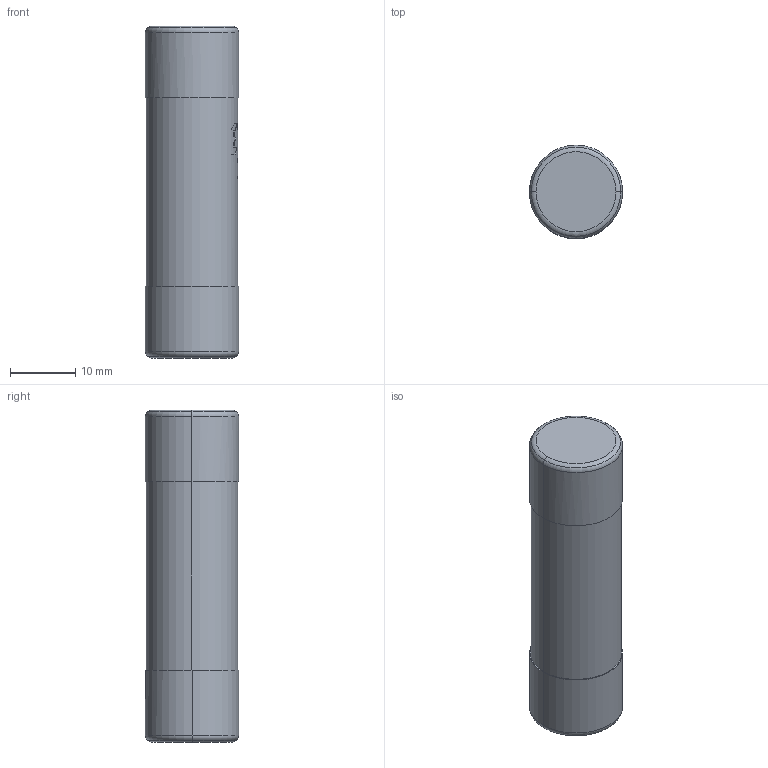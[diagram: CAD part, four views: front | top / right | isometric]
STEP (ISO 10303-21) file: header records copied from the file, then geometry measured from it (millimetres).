
FILE_DESCRIPTION((''),'2;1');
FILE_NAME('002635007_CH14X51_ASM','2022-01-07T14:25:34',('marketing.praksa'),('Audax d.o.o.'),'CREO PARAMETRIC BY PTC INC, 2021304','CREO PARAMETRIC BY PTC INC, 2021304','');
FILE_SCHEMA(('AP242_MANAGED_MODEL_BASED_3D_ENGINEERING_MIM_LF { 1 0 10303 442 1 1 4 }'));
Length unit declared in the file: millimetre
Products named in the file (9): PRT9572; 1A6_1_1_1_1; PRT9553_1_1_2_1_1; PRT9553_1_1_2_2_1; PRT9553_1_1_2_3_1; PRT9553_1_1_2_ASM_1_ASM; DFDF_1_1_1; PRT9574; 002635007_CH14X51_ASM
Assembly tree (8 placements, depth 3):
  002635007_CH14X51_ASM
    PRT9572
    1A6_1_1_1_1
    PRT9553_1_1_2_ASM_1_ASM
      PRT9553_1_1_2_1_1
      PRT9553_1_1_2_2_1
      PRT9553_1_1_2_3_1
    DFDF_1_1_1
    PRT9574
Bounding box: 14.3 x 14.3 x 51 mm (x, y, z)
Volume: 8050.7 mm3; surface area: 5127.1 mm2
Topology: 7 solids, 7 shells, 141 faces, 382 edges, 259 vertices
Faces by surface type: cylinder 65, plane 64, torus 12
Entity records: 7152 total; most frequent: CARTESIAN_POINT 1321, ORIENTED_EDGE 764, DIRECTION 696, PRESENTATION_STYLE_ASSIGNMENT 454, STYLED_ITEM 454, CURVE_STYLE 382, EDGE_CURVE 382, AXIS2_PLACEMENT_3D 266
